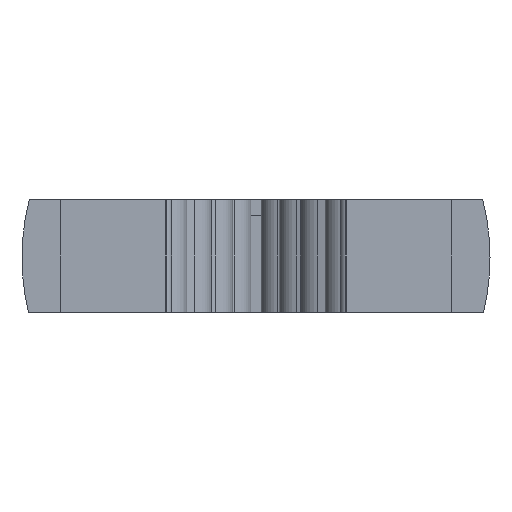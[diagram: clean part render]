
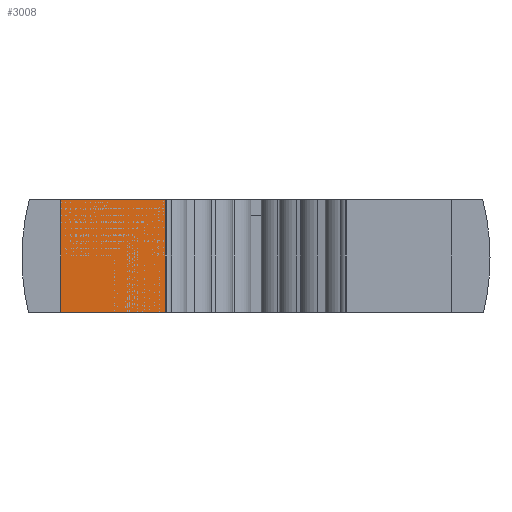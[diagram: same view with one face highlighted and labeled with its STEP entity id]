
A CAD part, front view. The second image highlights one B-rep face of the part: STEP entity #3008.
In plain terms, the highlighted planar face has unit normal (0, -1, 0).
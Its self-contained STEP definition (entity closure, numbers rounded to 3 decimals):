
#2979 = EDGE_CURVE('',#2980,#2982,#2984,.T.);
#2980 = VERTEX_POINT('',#2981);
#2981 = CARTESIAN_POINT('',(-13.523,-0.4,0.));
#2982 = VERTEX_POINT('',#2983);
#2983 = CARTESIAN_POINT('',(-13.523,-0.4,7.));
#2984 = LINE('',#2985,#2986);
#2985 = CARTESIAN_POINT('',(-13.523,-0.4,0.));
#2986 = VECTOR('',#2987,1.);
#2987 = DIRECTION('',(0.,0.,1.));
#3008 = ADVANCED_FACE('',(#3009),#3034,.T.);
#3009 = FACE_BOUND('',#3010,.F.);
#3010 = EDGE_LOOP('',(#3011,#3012,#3020,#3028));
#3011 = ORIENTED_EDGE('',*,*,#2979,.T.);
#3012 = ORIENTED_EDGE('',*,*,#3013,.T.);
#3013 = EDGE_CURVE('',#2982,#3014,#3016,.T.);
#3014 = VERTEX_POINT('',#3015);
#3015 = CARTESIAN_POINT('',(-7.,-0.4,7.));
#3016 = LINE('',#3017,#3018);
#3017 = CARTESIAN_POINT('',(-13.523,-0.4,7.));
#3018 = VECTOR('',#3019,1.);
#3019 = DIRECTION('',(1.,0.,0.));
#3020 = ORIENTED_EDGE('',*,*,#3021,.F.);
#3021 = EDGE_CURVE('',#3022,#3014,#3024,.T.);
#3022 = VERTEX_POINT('',#3023);
#3023 = CARTESIAN_POINT('',(-7.,-0.4,0.));
#3024 = LINE('',#3025,#3026);
#3025 = CARTESIAN_POINT('',(-7.,-0.4,0.));
#3026 = VECTOR('',#3027,1.);
#3027 = DIRECTION('',(0.,0.,1.));
#3028 = ORIENTED_EDGE('',*,*,#3029,.F.);
#3029 = EDGE_CURVE('',#2980,#3022,#3030,.T.);
#3030 = LINE('',#3031,#3032);
#3031 = CARTESIAN_POINT('',(-13.523,-0.4,0.));
#3032 = VECTOR('',#3033,1.);
#3033 = DIRECTION('',(1.,0.,0.));
#3034 = PLANE('',#3035);
#3035 = AXIS2_PLACEMENT_3D('',#3036,#3037,#3038);
#3036 = CARTESIAN_POINT('',(-13.523,-0.4,0.));
#3037 = DIRECTION('',(-0.,-1.,-0.));
#3038 = DIRECTION('',(-1.,0.,0.));
